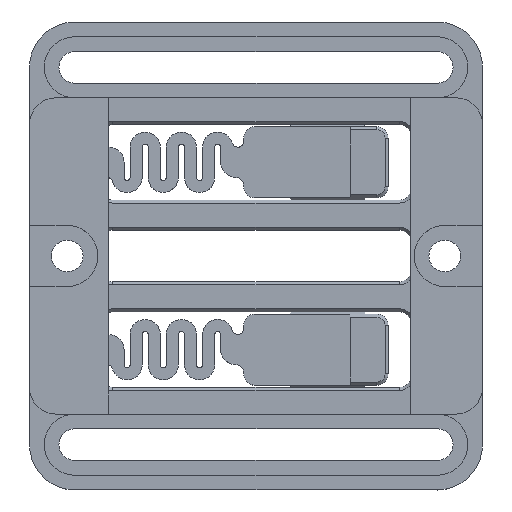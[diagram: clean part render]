
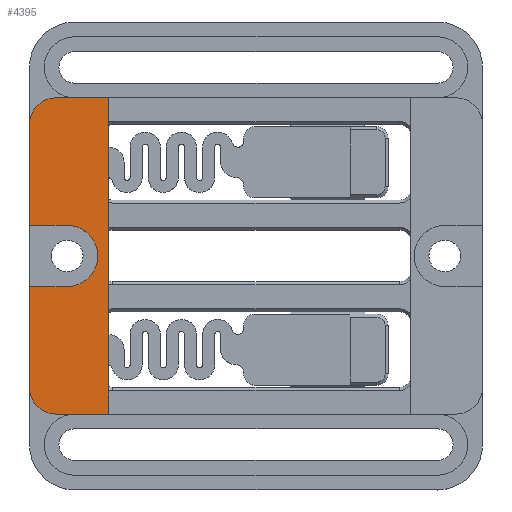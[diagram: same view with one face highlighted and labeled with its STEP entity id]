
A CAD part, top view. The second image highlights one B-rep face of the part: STEP entity #4395.
In plain terms, the highlighted planar face has unit normal (0, 0, 1).
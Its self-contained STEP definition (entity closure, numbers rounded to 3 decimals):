
#205=PLANE('',#4752);
#402=FACE_OUTER_BOUND('',#641,.T.);
#641=EDGE_LOOP('',(#3700,#3701,#3702,#3703,#3704,#3705,#3706,#3707,#3708,
#3709));
#804=LINE('',#6562,#1272);
#824=LINE('',#6608,#1292);
#830=LINE('',#6627,#1298);
#834=LINE('',#6634,#1302);
#842=LINE('',#6649,#1310);
#877=LINE('',#6757,#1345);
#1049=LINE('',#7267,#1517);
#1272=VECTOR('',#5034,10.);
#1292=VECTOR('',#5066,10.);
#1298=VECTOR('',#5086,1.);
#1302=VECTOR('',#5090,1.);
#1310=VECTOR('',#5100,10.);
#1345=VECTOR('',#5213,10.);
#1517=VECTOR('',#5721,1.);
#1695=CIRCLE('',#4538,3.5);
#1697=CIRCLE('',#4541,3.5);
#1719=CIRCLE('',#4586,4.05);
#1927=VERTEX_POINT('',#6559);
#1928=VERTEX_POINT('',#6561);
#1947=VERTEX_POINT('',#6605);
#1948=VERTEX_POINT('',#6607);
#1950=VERTEX_POINT('',#6614);
#1952=VERTEX_POINT('',#6620);
#1954=VERTEX_POINT('',#6626);
#1957=VERTEX_POINT('',#6632);
#1962=VERTEX_POINT('',#6645);
#1997=VERTEX_POINT('',#6755);
#2374=EDGE_CURVE('',#1928,#1927,#804,.T.);
#2397=EDGE_CURVE('',#1948,#1947,#824,.T.);
#2401=EDGE_CURVE('',#1928,#1950,#1695,.T.);
#2404=EDGE_CURVE('',#1952,#1947,#1697,.T.);
#2407=EDGE_CURVE('',#1954,#1950,#830,.T.);
#2411=EDGE_CURVE('',#1952,#1957,#834,.T.);
#2419=EDGE_CURVE('',#1962,#1954,#842,.T.);
#2473=EDGE_CURVE('',#1957,#1997,#877,.T.);
#2475=EDGE_CURVE('',#1997,#1962,#1719,.T.);
#2715=EDGE_CURVE('',#1927,#1948,#1049,.T.);
#3700=ORIENTED_EDGE('',*,*,#2401,.F.);
#3701=ORIENTED_EDGE('',*,*,#2374,.T.);
#3702=ORIENTED_EDGE('',*,*,#2715,.T.);
#3703=ORIENTED_EDGE('',*,*,#2397,.T.);
#3704=ORIENTED_EDGE('',*,*,#2404,.F.);
#3705=ORIENTED_EDGE('',*,*,#2411,.T.);
#3706=ORIENTED_EDGE('',*,*,#2473,.T.);
#3707=ORIENTED_EDGE('',*,*,#2475,.T.);
#3708=ORIENTED_EDGE('',*,*,#2419,.T.);
#3709=ORIENTED_EDGE('',*,*,#2407,.T.);
#4395=ADVANCED_FACE('',(#402),#205,.T.);
#4538=AXIS2_PLACEMENT_3D('',#6615,#5072,#5073);
#4541=AXIS2_PLACEMENT_3D('',#6621,#5079,#5080);
#4586=AXIS2_PLACEMENT_3D('',#6760,#5218,#5219);
#4752=AXIS2_PLACEMENT_3D('',#7268,#5722,#5723);
#5034=DIRECTION('',(1.,0.,0.));
#5066=DIRECTION('',(-1.,0.,0.));
#5072=DIRECTION('center_axis',(0.,0.,
-1.));
#5073=DIRECTION('ref_axis',(-0.707,-0.707,0.));
#5079=DIRECTION('center_axis',(0.,0.,
-1.));
#5080=DIRECTION('ref_axis',(-0.707,0.707,0.));
#5086=DIRECTION('',(0.,-1.,0.));
#5090=DIRECTION('',(0.,-1.,0.));
#5100=DIRECTION('',(-1.,0.,0.));
#5213=DIRECTION('',(1.,0.,0.));
#5218=DIRECTION('center_axis',(0.,0.,
-1.));
#5219=DIRECTION('ref_axis',(1.,0.,0.));
#5721=DIRECTION('',(0.,1.,0.));
#5722=DIRECTION('center_axis',(0.,0.,
1.));
#5723=DIRECTION('ref_axis',(1.,0.,0.));
#6559=CARTESIAN_POINT('',(-148.5,-29.506,7.6));
#6561=CARTESIAN_POINT('',(-155.5,-29.506,7.6));
#6562=CARTESIAN_POINT('',(-141.098,-29.506,7.6));
#6605=CARTESIAN_POINT('',(-155.5,12.366,7.6));
#6607=CARTESIAN_POINT('',(-148.5,12.366,7.6));
#6608=CARTESIAN_POINT('',(-144.098,12.366,7.6));
#6614=CARTESIAN_POINT('',(-159.,-26.006,7.6));
#6615=CARTESIAN_POINT('Origin',(-155.5,-26.006,7.6));
#6620=CARTESIAN_POINT('',(-159.,8.866,7.6));
#6621=CARTESIAN_POINT('Origin',(-155.5,8.866,7.6));
#6626=CARTESIAN_POINT('',(-159.,-12.62,7.6));
#6627=CARTESIAN_POINT('',(-159.,12.836,7.6));
#6632=CARTESIAN_POINT('',(-159.,-4.52,7.6));
#6634=CARTESIAN_POINT('',(-159.,12.836,7.6));
#6645=CARTESIAN_POINT('',(-154.,-12.62,7.6));
#6649=CARTESIAN_POINT('',(-141.598,-12.62,7.6));
#6755=CARTESIAN_POINT('',(-154.,-4.52,7.6));
#6757=CARTESIAN_POINT('',(-144.098,-4.52,7.6));
#6760=CARTESIAN_POINT('Origin',(-154.,-8.57,7.6));
#7267=CARTESIAN_POINT('',(-148.5,-29.976,7.6));
#7268=CARTESIAN_POINT('Origin',(-129.196,3.836,7.6));
